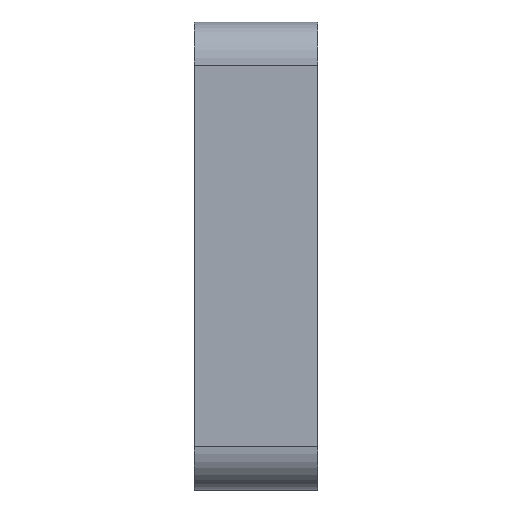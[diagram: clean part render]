
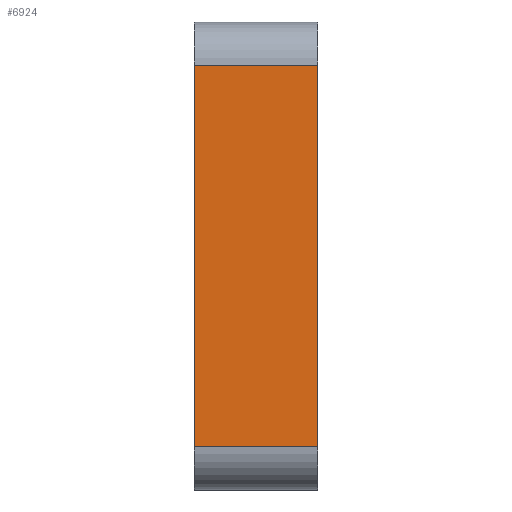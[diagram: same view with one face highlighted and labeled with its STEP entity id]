
A CAD part, left-side view. The second image highlights one B-rep face of the part: STEP entity #6924.
In plain terms, the highlighted planar face has unit normal (-1, 0, 0).
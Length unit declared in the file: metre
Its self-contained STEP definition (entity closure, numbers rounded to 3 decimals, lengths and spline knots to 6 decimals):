
#1223=ORIENTED_EDGE('',*,*,#2868,.F.);
#1224=ORIENTED_EDGE('',*,*,#2623,.F.);
#1225=ORIENTED_EDGE('',*,*,#2866,.T.);
#1226=ORIENTED_EDGE('',*,*,#2858,.T.);
#2623=EDGE_CURVE('',#3523,#3524,#4214,.T.);
#2858=EDGE_CURVE('',#3711,#3710,#4401,.T.);
#2866=EDGE_CURVE('',#3523,#3711,#4406,.T.);
#2868=EDGE_CURVE('',#3524,#3710,#4408,.T.);
#3523=VERTEX_POINT('',#10528);
#3524=VERTEX_POINT('',#10530);
#3710=VERTEX_POINT('',#10971);
#3711=VERTEX_POINT('',#10973);
#4214=LINE('',#10529,#5071);
#4401=LINE('',#10972,#5258);
#4406=LINE('',#10988,#5263);
#4408=LINE('',#10991,#5265);
#5071=VECTOR('',#8481,1.);
#5258=VECTOR('',#8806,1.);
#5263=VECTOR('',#8819,1.);
#5265=VECTOR('',#8823,1.);
#5785=EDGE_LOOP('',(#1223,#1224,#1225,#1226));
#6220=FACE_BOUND('',#5785,.T.);
#6579=PLANE('',#7526);
#6924=ADVANCED_FACE('',(#6220),#6579,.F.);
#7526=AXIS2_PLACEMENT_3D('',#10990,#8821,#8822);
#8481=DIRECTION('',(0.,0.,-1.));
#8806=DIRECTION('',(0.,0.,-1.));
#8819=DIRECTION('',(0.,1.,0.));
#8821=DIRECTION('',(1.,0.,0.));
#8822=DIRECTION('',(0.,0.,-1.));
#8823=DIRECTION('',(0.,1.,0.));
#10528=CARTESIAN_POINT('',(-0.04325,-0.0023,0.03525));
#10529=CARTESIAN_POINT('',(-0.04325,-0.0023,0.));
#10530=CARTESIAN_POINT('',(-0.04325,-0.0023,-0.03525));
#10971=CARTESIAN_POINT('',(-0.04325,0.0205,-0.03525));
#10972=CARTESIAN_POINT('',(-0.04325,0.0205,0.));
#10973=CARTESIAN_POINT('',(-0.04325,0.0205,0.03525));
#10988=CARTESIAN_POINT('',(-0.04325,-0.001402,0.03525));
#10990=CARTESIAN_POINT('',(-0.04325,-0.001402,0.));
#10991=CARTESIAN_POINT('',(-0.04325,-0.001402,-0.03525));
